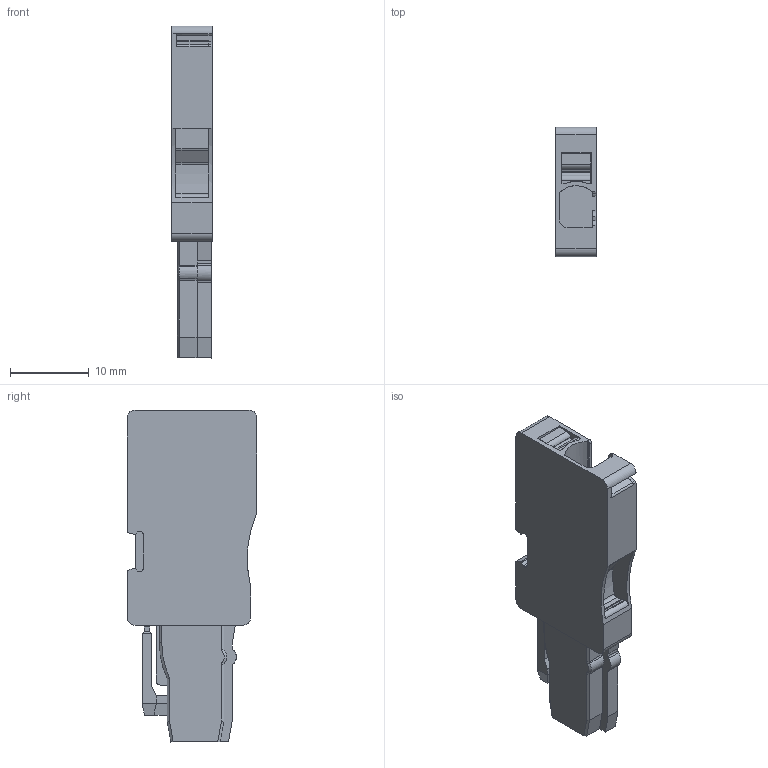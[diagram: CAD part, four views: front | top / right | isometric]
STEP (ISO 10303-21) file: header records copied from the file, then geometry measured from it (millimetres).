
FILE_DESCRIPTION(('CATIA V5R24 STEP','CAx-IF Rec.Pracs.--- Model Styling and Organization---1.2---2011-12-15'),'2;1');
FILE_NAME ('8650968_2', '2017-07-04T06:55:01+00:00', ('Weidmueller Interface'), ('Weidmueller'), 'CATIA Version 5-6 Release 2014 SP4 HF52', 'CATIA V5 STEP AP214', 'none');
FILE_SCHEMA(('AUTOMOTIVE_DESIGN { 1 0 10303 214 1 1 1 1 }'));
Length unit declared in the file: millimetre
Products named in the file (1): 1513720000_APG_2-5_1
Bounding box: 5.1 x 16.5 x 42.25 mm (x, y, z)
Volume: 2435.2 mm3; surface area: 2101.7 mm2
Topology: 2 solids, 2 shells, 280 faces, 799 edges, 525 vertices
Faces by surface type: plane 166, cylinder 97, extrusion 13, cone 4
Entity records: 9461 total; most frequent: CARTESIAN_POINT 2104, ORIENTED_EDGE 1598, DIRECTION 1218, EDGE_CURVE 799, VECTOR 581, LINE 568, VERTEX_POINT 525, AXIS2_PLACEMENT_3D 403
